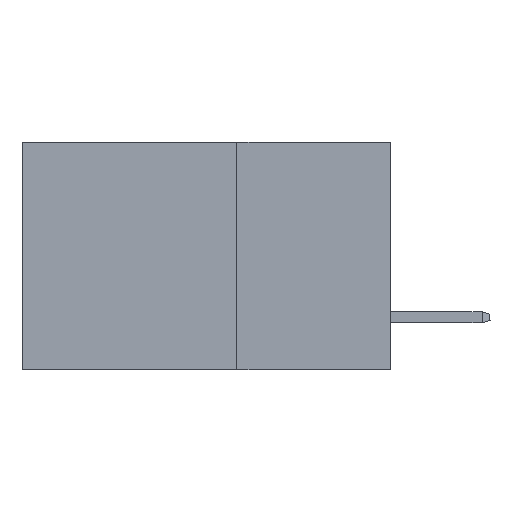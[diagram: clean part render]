
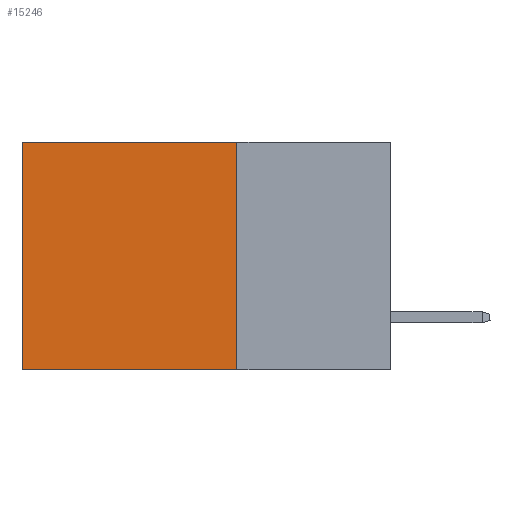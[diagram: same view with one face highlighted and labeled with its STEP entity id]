
A CAD part, left-side view. The second image highlights one B-rep face of the part: STEP entity #15246.
In plain terms, the highlighted planar face has unit normal (-1, 0, 0).
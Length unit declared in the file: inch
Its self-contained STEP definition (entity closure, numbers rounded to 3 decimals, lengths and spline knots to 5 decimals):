
#1824 = EDGE_LOOP ( 'NONE', ( #8417, #19748, #22629, #11386 ) ) ;
#2371 = DIRECTION ( 'NONE',  ( 0., 1., 0. ) ) ;
#2832 = VECTOR ( 'NONE', #2371, 39.37008 ) ;
#4079 = CARTESIAN_POINT ( 'NONE',  ( 0.2875, 0.25, 0. ) ) ;
#4679 = CARTESIAN_POINT ( 'NONE',  ( 0.2875, 0.6, 0. ) ) ;
#5388 = VECTOR ( 'NONE', #26382, 39.37008 ) ;
#6302 = EDGE_CURVE ( 'NONE', #27406, #11860, #12952, .T. ) ;
#6456 = EDGE_CURVE ( 'NONE', #11860, #11711, #19432, .T. ) ;
#7013 = EDGE_CURVE ( 'NONE', #9349, #11711, #10004, .T. ) ;
#7761 = FACE_OUTER_BOUND ( 'NONE', #1824, .T. ) ;
#7995 = CARTESIAN_POINT ( 'NONE',  ( 0.2875, 0.25, 0. ) ) ;
#8417 = ORIENTED_EDGE ( 'NONE', *, *, #6456, .T. ) ;
#8449 = CARTESIAN_POINT ( 'NONE',  ( 0.2875, 0.25, -0.37 ) ) ;
#9349 = VERTEX_POINT ( 'NONE', #22977 ) ;
#9716 = CARTESIAN_POINT ( 'NONE',  ( 0.2875, 0.25, 0. ) ) ;
#10004 = LINE ( 'NONE', #8449, #2832 ) ;
#11386 = ORIENTED_EDGE ( 'NONE', *, *, #6302, .T. ) ;
#11711 = VERTEX_POINT ( 'NONE', #17329 ) ;
#11860 = VERTEX_POINT ( 'NONE', #4679 ) ;
#12952 = LINE ( 'NONE', #7995, #5388 ) ;
#14338 = DIRECTION ( 'NONE',  ( 1., 0., 0. ) ) ;
#15246 = ADVANCED_FACE ( 'NONE', ( #7761 ), #18899, .F. ) ;
#15297 = DIRECTION ( 'NONE',  ( 0., 0., -1. ) ) ;
#15603 = CARTESIAN_POINT ( 'NONE',  ( 0.2875, 0.6, 0. ) ) ;
#17329 = CARTESIAN_POINT ( 'NONE',  ( 0.2875, 0.6, -0.37 ) ) ;
#18899 = PLANE ( 'NONE',  #24437 ) ;
#18991 = DIRECTION ( 'NONE',  ( 0., 0., -1. ) ) ;
#19432 = LINE ( 'NONE', #15603, #24795 ) ;
#19473 = CARTESIAN_POINT ( 'NONE',  ( 0.2875, 0.25, 0. ) ) ;
#19748 = ORIENTED_EDGE ( 'NONE', *, *, #7013, .F. ) ;
#20174 = DIRECTION ( 'NONE',  ( 0., 0., -1. ) ) ;
#20307 = EDGE_CURVE ( 'NONE', #27406, #9349, #25436, .T. ) ;
#22629 = ORIENTED_EDGE ( 'NONE', *, *, #20307, .F. ) ;
#22977 = CARTESIAN_POINT ( 'NONE',  ( 0.2875, 0.25, -0.37 ) ) ;
#24437 = AXIS2_PLACEMENT_3D ( 'NONE', #9716, #14338, #18991 ) ;
#24795 = VECTOR ( 'NONE', #15297, 39.37008 ) ;
#25436 = LINE ( 'NONE', #4079, #25788 ) ;
#25788 = VECTOR ( 'NONE', #20174, 39.37008 ) ;
#26382 = DIRECTION ( 'NONE',  ( 0., 1., 0. ) ) ;
#27406 = VERTEX_POINT ( 'NONE', #19473 ) ;
